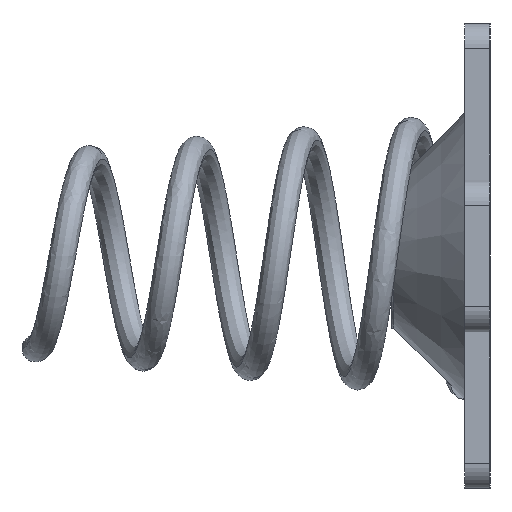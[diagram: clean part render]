
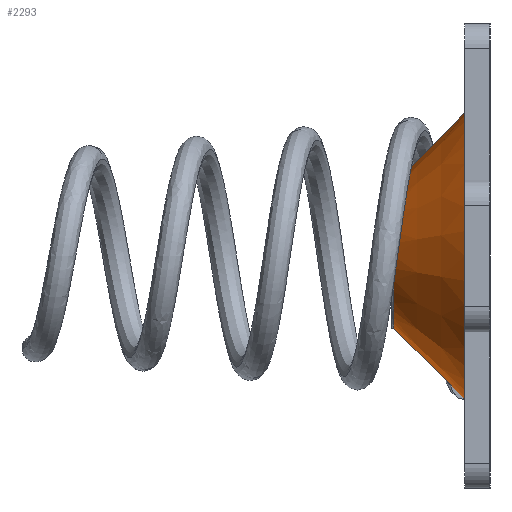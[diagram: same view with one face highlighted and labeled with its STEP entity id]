
A CAD part, left-side view. The second image highlights one B-rep face of the part: STEP entity #2293.
In plain terms, the highlighted conical face has half-angle 45 degrees and reference radius 1.426 mm.
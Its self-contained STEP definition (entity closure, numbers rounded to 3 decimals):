
#3 = CONICAL_SURFACE ( 'NONE', #2862, 1.426, 0.785 ) ;
#13 = ORIENTED_EDGE ( 'NONE', *, *, #426, .T. ) ;
#426 = EDGE_CURVE ( 'NONE', #958, #1923, #2399, .T. ) ;
#456 = DIRECTION ( 'NONE',  ( 0., -1., 0. ) ) ;
#467 = LINE ( 'NONE', #2106, #986 ) ;
#544 = CARTESIAN_POINT ( 'NONE',  ( 1.65, -1.426, 5.194 ) ) ;
#548 = ORIENTED_EDGE ( 'NONE', *, *, #1870, .F. ) ;
#646 = CIRCLE ( 'NONE', #2123, 1.426 ) ;
#678 = DIRECTION ( 'NONE',  ( -1., 0., 0. ) ) ;
#701 = DIRECTION ( 'NONE',  ( 0.707, 0.707, 0. ) ) ;
#721 = CARTESIAN_POINT ( 'NONE',  ( 0.25, -2.826, 5.194 ) ) ;
#735 = CARTESIAN_POINT ( 'NONE',  ( 1.65, 1.426, 5.194 ) ) ;
#765 = DIRECTION ( 'NONE',  ( -0.707, -0.707, 0. ) ) ;
#857 = ORIENTED_EDGE ( 'NONE', *, *, #1804, .F. ) ;
#915 = CARTESIAN_POINT ( 'NONE',  ( 1.65, 0., 5.194 ) ) ;
#958 = VERTEX_POINT ( 'NONE', #1268 ) ;
#962 = LINE ( 'NONE', #2584, #1775 ) ;
#986 = VECTOR ( 'NONE', #701, 1000. ) ;
#988 = AXIS2_PLACEMENT_3D ( 'NONE', #3048, #678, #2563 ) ;
#1268 = CARTESIAN_POINT ( 'NONE',  ( 1.65, -1.426, 5.194 ) ) ;
#1298 = CARTESIAN_POINT ( 'NONE',  ( 0.515, -2.561, 5.194 ) ) ;
#1328 = EDGE_CURVE ( 'NONE', #2682, #1923, #467, .T. ) ;
#1428 = DIRECTION ( 'NONE',  ( 1., 0., 0. ) ) ;
#1775 = VECTOR ( 'NONE', #2817, 1000. ) ;
#1778 = VERTEX_POINT ( 'NONE', #2366 ) ;
#1804 = EDGE_CURVE ( 'NONE', #958, #2452, #646, .T. ) ;
#1826 = VECTOR ( 'NONE', #765, 1000. ) ;
#1851 = DIRECTION ( 'NONE',  ( -1., 0., 0. ) ) ;
#1870 = EDGE_CURVE ( 'NONE', #2452, #1778, #962, .T. ) ;
#1923 = VERTEX_POINT ( 'NONE', #1298 ) ;
#2004 = FACE_OUTER_BOUND ( 'NONE', #2285, .T. ) ;
#2027 = ORIENTED_EDGE ( 'NONE', *, *, #1328, .F. ) ;
#2106 = CARTESIAN_POINT ( 'NONE',  ( 3.076, 0., 5.194 ) ) ;
#2123 = AXIS2_PLACEMENT_3D ( 'NONE', #2860, #1428, #456 ) ;
#2136 = ORIENTED_EDGE ( 'NONE', *, *, #2350, .F. ) ;
#2285 = EDGE_LOOP ( 'NONE', ( #548, #857, #13, #2027, #2136 ) ) ;
#2293 = ADVANCED_FACE ( 'NONE', ( #2004 ), #3, .T. ) ;
#2350 = EDGE_CURVE ( 'NONE', #1778, #2682, #2814, .T. ) ;
#2366 = CARTESIAN_POINT ( 'NONE',  ( 0.25, 2.826, 5.194 ) ) ;
#2399 = LINE ( 'NONE', #544, #1826 ) ;
#2452 = VERTEX_POINT ( 'NONE', #735 ) ;
#2563 = DIRECTION ( 'NONE',  ( 0., -1., 0. ) ) ;
#2584 = CARTESIAN_POINT ( 'NONE',  ( 1.65, 1.426, 5.194 ) ) ;
#2682 = VERTEX_POINT ( 'NONE', #721 ) ;
#2792 = DIRECTION ( 'NONE',  ( 0., -1., 0. ) ) ;
#2814 = CIRCLE ( 'NONE', #988, 2.826 ) ;
#2817 = DIRECTION ( 'NONE',  ( -0.707, 0.707, 0. ) ) ;
#2860 = CARTESIAN_POINT ( 'NONE',  ( 1.65, 0., 5.194 ) ) ;
#2862 = AXIS2_PLACEMENT_3D ( 'NONE', #915, #1851, #2792 ) ;
#3048 = CARTESIAN_POINT ( 'NONE',  ( 0.25, 0., 5.194 ) ) ;
